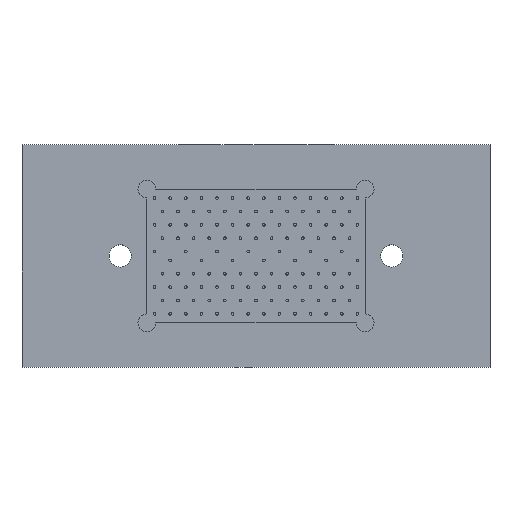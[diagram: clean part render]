
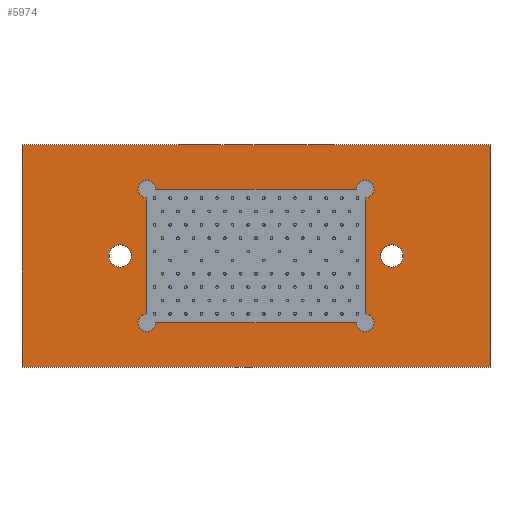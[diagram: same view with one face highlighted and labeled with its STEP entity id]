
A CAD part, top view. The second image highlights one B-rep face of the part: STEP entity #5974.
In plain terms, the highlighted planar face has unit normal (0, 0, 1).
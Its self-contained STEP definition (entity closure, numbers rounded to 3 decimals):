
#42=CIRCLE('',#6305,2.);
#43=CIRCLE('',#6306,2.);
#44=CIRCLE('',#6307,2.);
#45=CIRCLE('',#6308,2.);
#46=CIRCLE('',#6309,2.5);
#47=CIRCLE('',#6310,2.5);
#524=ORIENTED_EDGE('',*,*,#1366,.F.);
#525=ORIENTED_EDGE('',*,*,#1306,.F.);
#526=ORIENTED_EDGE('',*,*,#1367,.F.);
#527=ORIENTED_EDGE('',*,*,#1368,.F.);
#528=ORIENTED_EDGE('',*,*,#1369,.F.);
#529=ORIENTED_EDGE('',*,*,#1370,.F.);
#530=ORIENTED_EDGE('',*,*,#1371,.F.);
#531=ORIENTED_EDGE('',*,*,#1372,.F.);
#532=ORIENTED_EDGE('',*,*,#1373,.F.);
#533=ORIENTED_EDGE('',*,*,#1374,.F.);
#534=ORIENTED_EDGE('',*,*,#1360,.T.);
#535=ORIENTED_EDGE('',*,*,#1363,.T.);
#536=ORIENTED_EDGE('',*,*,#1365,.T.);
#537=ORIENTED_EDGE('',*,*,#1321,.T.);
#1306=EDGE_CURVE('',#1729,#1730,#2099,.T.);
#1321=EDGE_CURVE('',#1745,#1744,#2112,.T.);
#1360=EDGE_CURVE('',#1744,#1782,#2138,.T.);
#1363=EDGE_CURVE('',#1782,#1784,#2141,.T.);
#1365=EDGE_CURVE('',#1784,#1745,#2143,.T.);
#1366=EDGE_CURVE('',#1730,#1785,#42,.T.);
#1367=EDGE_CURVE('',#1786,#1729,#43,.T.);
#1368=EDGE_CURVE('',#1787,#1786,#2144,.T.);
#1369=EDGE_CURVE('',#1788,#1787,#44,.T.);
#1370=EDGE_CURVE('',#1789,#1788,#2145,.T.);
#1371=EDGE_CURVE('',#1790,#1789,#45,.T.);
#1372=EDGE_CURVE('',#1785,#1790,#2146,.T.);
#1373=EDGE_CURVE('',#1791,#1791,#46,.T.);
#1374=EDGE_CURVE('',#1792,#1792,#47,.T.);
#1729=VERTEX_POINT('',#8138);
#1730=VERTEX_POINT('',#8139);
#1744=VERTEX_POINT('',#8202);
#1745=VERTEX_POINT('',#8204);
#1782=VERTEX_POINT('',#8368);
#1784=VERTEX_POINT('',#8374);
#1785=VERTEX_POINT('',#8381);
#1786=VERTEX_POINT('',#8383);
#1787=VERTEX_POINT('',#8385);
#1788=VERTEX_POINT('',#8387);
#1789=VERTEX_POINT('',#8389);
#1790=VERTEX_POINT('',#8391);
#1791=VERTEX_POINT('',#8394);
#1792=VERTEX_POINT('',#8396);
#2099=LINE('',#8137,#2232);
#2112=LINE('',#8203,#2245);
#2138=LINE('',#8369,#2271);
#2141=LINE('',#8375,#2274);
#2143=LINE('',#8378,#2276);
#2144=LINE('',#8384,#2277);
#2145=LINE('',#8388,#2278);
#2146=LINE('',#8392,#2279);
#2232=VECTOR('',#6866,1000.);
#2245=VECTOR('',#6881,1000.);
#2271=VECTOR('',#6921,1000.);
#2274=VECTOR('',#6926,1000.);
#2276=VECTOR('',#6930,1000.);
#2277=VECTOR('',#6937,1000.);
#2278=VECTOR('',#6940,1000.);
#2279=VECTOR('',#6943,1000.);
#2380=EDGE_LOOP('',(#524,#525,#526,#527,#528,#529,#530,#531));
#2381=EDGE_LOOP('',(#532));
#2382=EDGE_LOOP('',(#533));
#2383=EDGE_LOOP('',(#534,#535,#536,#537));
#2969=FACE_BOUND('',#2380,.T.);
#2970=FACE_BOUND('',#2381,.T.);
#2971=FACE_BOUND('',#2382,.T.);
#2972=FACE_BOUND('',#2383,.T.);
#3550=PLANE('',#6304);
#5974=ADVANCED_FACE('',(#2969,#2970,#2971,#2972),#3550,.T.);
#6304=AXIS2_PLACEMENT_3D('',#8379,#6931,#6932);
#6305=AXIS2_PLACEMENT_3D('',#8380,#6933,#6934);
#6306=AXIS2_PLACEMENT_3D('',#8382,#6935,#6936);
#6307=AXIS2_PLACEMENT_3D('',#8386,#6938,#6939);
#6308=AXIS2_PLACEMENT_3D('',#8390,#6941,#6942);
#6309=AXIS2_PLACEMENT_3D('',#8393,#6944,#6945);
#6310=AXIS2_PLACEMENT_3D('',#8395,#6946,#6947);
#6866=DIRECTION('',(0.,1.,0.));
#6881=DIRECTION('',(-1.,0.,0.));
#6921=DIRECTION('',(0.,-1.,0.));
#6926=DIRECTION('',(1.,0.,0.));
#6930=DIRECTION('',(0.,1.,0.));
#6931=DIRECTION('',(0.,0.,1.));
#6932=DIRECTION('',(1.,0.,0.));
#6933=DIRECTION('',(0.,0.,1.));
#6934=DIRECTION('',(0.,-1.,0.));
#6935=DIRECTION('',(0.,0.,1.));
#6936=DIRECTION('',(-1.,0.,0.));
#6937=DIRECTION('',(1.,0.,0.));
#6938=DIRECTION('',(0.,0.,1.));
#6939=DIRECTION('',(0.,1.,0.));
#6940=DIRECTION('',(0.,-1.,0.));
#6941=DIRECTION('',(0.,0.,1.));
#6942=DIRECTION('',(1.,0.,0.));
#6943=DIRECTION('',(-1.,0.,0.));
#6944=DIRECTION('',(0.,0.,1.));
#6945=DIRECTION('',(1.,0.,0.));
#6946=DIRECTION('',(0.,0.,1.));
#6947=DIRECTION('',(1.,0.,0.));
#8137=CARTESIAN_POINT('',(24.5,-13.,15.));
#8138=CARTESIAN_POINT('',(24.5,-13.,15.));
#8139=CARTESIAN_POINT('',(24.5,13.,15.));
#8202=CARTESIAN_POINT('',(-52.5,25.,15.));
#8203=CARTESIAN_POINT('',(52.5,25.,15.));
#8204=CARTESIAN_POINT('',(52.5,25.,15.));
#8368=CARTESIAN_POINT('',(-52.5,-25.,15.));
#8369=CARTESIAN_POINT('',(-52.5,25.,15.));
#8374=CARTESIAN_POINT('',(52.5,-25.,15.));
#8375=CARTESIAN_POINT('',(-52.5,-25.,15.));
#8378=CARTESIAN_POINT('',(52.5,-25.,15.));
#8379=CARTESIAN_POINT('',(-52.5,-25.,15.));
#8380=CARTESIAN_POINT('',(24.5,15.,15.));
#8381=CARTESIAN_POINT('',(22.5,15.,15.));
#8382=CARTESIAN_POINT('',(24.5,-15.,15.));
#8383=CARTESIAN_POINT('',(22.5,-15.,15.));
#8384=CARTESIAN_POINT('',(-22.5,-15.,15.));
#8385=CARTESIAN_POINT('',(-22.5,-15.,15.));
#8386=CARTESIAN_POINT('',(-24.5,-15.,15.));
#8387=CARTESIAN_POINT('',(-24.5,-13.,15.));
#8388=CARTESIAN_POINT('',(-24.5,13.,15.));
#8389=CARTESIAN_POINT('',(-24.5,13.,15.));
#8390=CARTESIAN_POINT('',(-24.5,15.,15.));
#8391=CARTESIAN_POINT('',(-22.5,15.,15.));
#8392=CARTESIAN_POINT('',(22.5,15.,15.));
#8393=CARTESIAN_POINT('',(-30.475,0.,15.));
#8394=CARTESIAN_POINT('',(-27.975,0.,15.));
#8395=CARTESIAN_POINT('',(30.475,0.,15.));
#8396=CARTESIAN_POINT('',(32.975,0.,15.));
